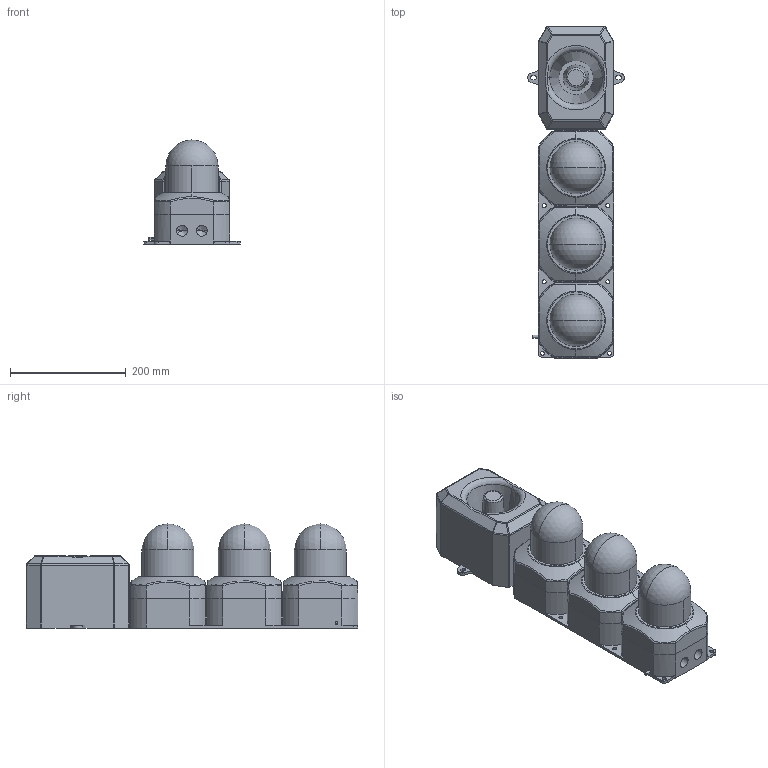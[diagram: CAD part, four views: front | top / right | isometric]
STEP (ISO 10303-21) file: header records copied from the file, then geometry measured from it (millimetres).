
FILE_DESCRIPTION (( 'STEP AP203' ), '1' );
FILE_NAME ('D215-05-145_Issue_1.STEP', '2019-08-16T14:23:00', ( '' ), ( '' ), 'SwSTEP 2.0', 'SolidWorks 2019', '' );
FILE_SCHEMA (( 'CONFIG_CONTROL_DESIGN' ));
Length unit declared in the file: millimetre
Products named in the file (1): D215-05-145_Issue_1
Bounding box: 166.97 x 573.7 x 180 mm (x, y, z)
Volume: 7832115.9 mm3; surface area: 400274.2 mm2
Topology: 1 solids, 5 shells, 254 faces, 628 edges, 365 vertices
Faces by surface type: cylinder 89, plane 71, cone 36, torus 22, sphere 22, bspline 14
Entity records: 8953 total; most frequent: CARTESIAN_POINT 3080, DIRECTION 1228, ORIENTED_EDGE 1204, EDGE_CURVE 602, AXIS2_PLACEMENT_3D 493, VERTEX_POINT 365, EDGE_LOOP 277, FACE_OUTER_BOUND 254
